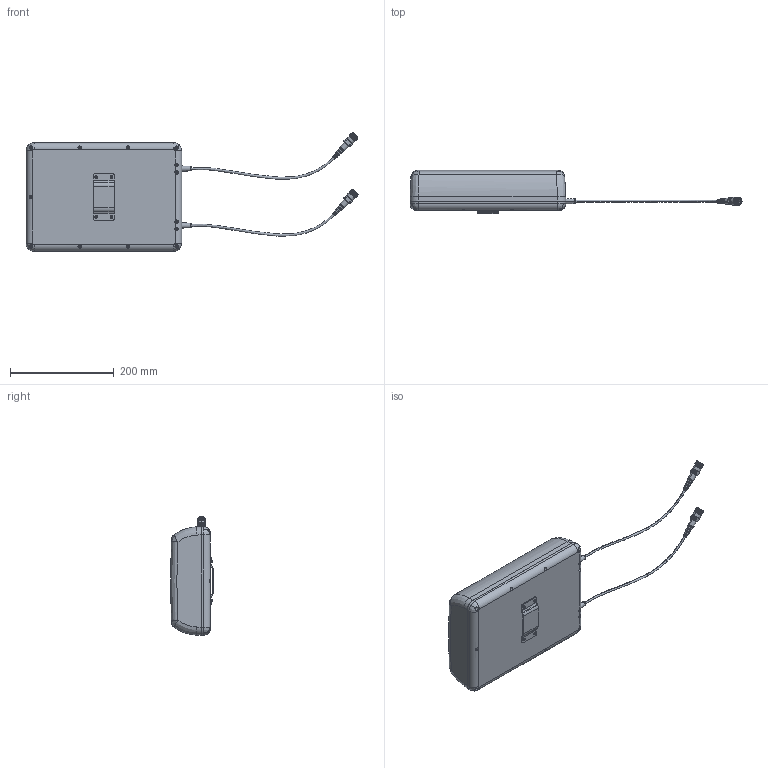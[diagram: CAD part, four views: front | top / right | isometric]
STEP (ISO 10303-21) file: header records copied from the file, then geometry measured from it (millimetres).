
FILE_DESCRIPTION (( 'STEP AP214' ), '1' );
FILE_NAME ('HG72708XWPPR-NF.STEP', '2016-01-04T13:20:09', ( 'L-Com' ), ( 'L-Com Global Connectivity' ), 'SwSTEP 2.0', 'SolidWorks 2014', '' );
FILE_SCHEMA (( 'AUTOMOTIVE_DESIGN' ));
Length unit declared in the file: inch
Products named in the file (5): HG72708XWPPR-NF_NF_CONNECTOR; HG72708XWPPR-NF_Str-Relief; HG72708XWPPR_PIM Cable; HG72708XWPPR_Antenna; HG72708XWPPR-NF
Assembly tree (7 placements, depth 2):
  HG72708XWPPR-NF
    HG72708XWPPR_Antenna
    HG72708XWPPR_PIM Cable  x2
    HG72708XWPPR-NF_Str-Relief  x2
    HG72708XWPPR-NF_NF_CONNECTOR  x2
Bounding box: 639.84 x 82.9 x 228.9 mm (x, y, z)
Volume: 4508636.6 mm3; surface area: 207734.3 mm2
Topology: 7 solids, 7 shells, 1271 faces, 3434 edges, 2228 vertices
Faces by surface type: plane 735, cylinder 283, cone 160, bspline 55, torus 38
Entity records: 34911 total; most frequent: CARTESIAN_POINT 11213, ORIENTED_EDGE 4774, DIRECTION 3771, EDGE_CURVE 2387, VERTEX_POINT 1558, AXIS2_PLACEMENT_3D 1322, VECTOR 1127, LINE 1127
